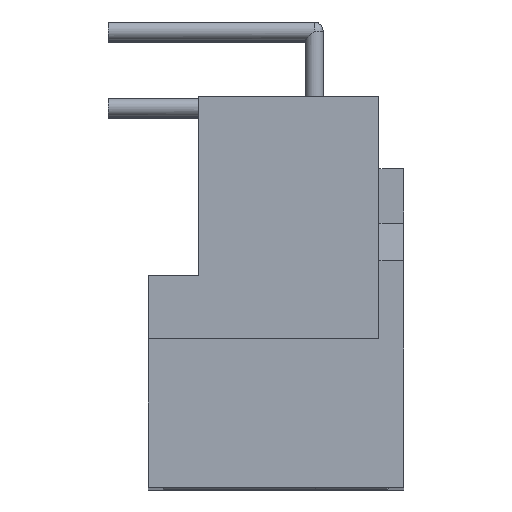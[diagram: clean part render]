
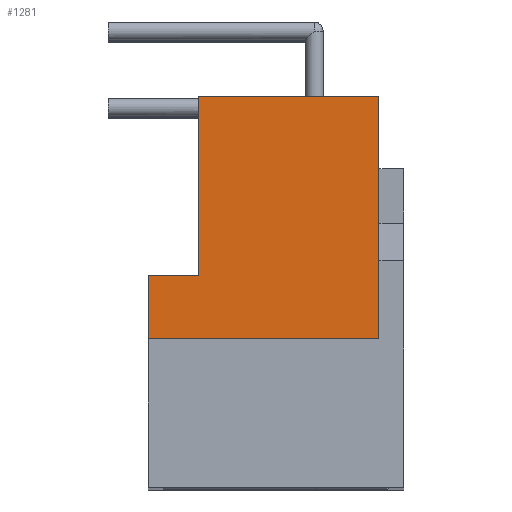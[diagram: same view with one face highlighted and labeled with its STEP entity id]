
A CAD part, top view. The second image highlights one B-rep face of the part: STEP entity #1281.
In plain terms, the highlighted planar face has unit normal (0, 0, 1).
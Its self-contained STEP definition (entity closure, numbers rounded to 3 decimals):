
#477=LINE('',#6089,#593);
#486=LINE('',#6106,#602);
#487=LINE('',#6108,#603);
#488=LINE('',#6111,#604);
#489=LINE('',#6113,#605);
#490=LINE('',#6114,#606);
#593=VECTOR('',#4817,1.);
#602=VECTOR('',#4830,1.);
#603=VECTOR('',#4833,1.);
#604=VECTOR('',#4834,1.);
#605=VECTOR('',#4835,1.);
#606=VECTOR('',#4836,1.);
#1281=ADVANCED_FACE('',(#1532),#1394,.T.);
#1394=PLANE('',#3869);
#1532=FACE_OUTER_BOUND('',#1903,.T.);
#1903=EDGE_LOOP('',(#2544,#2545,#2546,#2547,#2548,#2549));
#2544=ORIENTED_EDGE('',*,*,#3231,.F.);
#2545=ORIENTED_EDGE('',*,*,#3232,.F.);
#2546=ORIENTED_EDGE('',*,*,#3233,.F.);
#2547=ORIENTED_EDGE('',*,*,#3230,.T.);
#2548=ORIENTED_EDGE('',*,*,#3221,.F.);
#2549=ORIENTED_EDGE('',*,*,#3234,.F.);
#2889=VERTEX_POINT('',#6088);
#2890=VERTEX_POINT('',#6090);
#2895=VERTEX_POINT('',#6105);
#2896=VERTEX_POINT('',#6109);
#2897=VERTEX_POINT('',#6110);
#2898=VERTEX_POINT('',#6112);
#3221=EDGE_CURVE('',#2889,#2890,#477,.T.);
#3230=EDGE_CURVE('',#2895,#2890,#486,.T.);
#3231=EDGE_CURVE('',#2896,#2897,#487,.T.);
#3232=EDGE_CURVE('',#2898,#2896,#488,.T.);
#3233=EDGE_CURVE('',#2895,#2898,#489,.T.);
#3234=EDGE_CURVE('',#2897,#2889,#490,.T.);
#3869=AXIS2_PLACEMENT_3D('',#6115,#4837,#4838);
#4817=DIRECTION('',(0.,1.,0.));
#4830=DIRECTION('',(-1.,0.,0.));
#4833=DIRECTION('',(0.,1.,0.));
#4834=DIRECTION('',(-1.,0.,0.));
#4835=DIRECTION('',(0.,-1.,0.));
#4836=DIRECTION('',(1.,0.,0.));
#4837=DIRECTION('',(0.,0.,1.));
#4838=DIRECTION('',(0.,1.,0.));
#6088=CARTESIAN_POINT('',(-2.58,7.05,50.45));
#6089=CARTESIAN_POINT('',(-2.58,7.05,50.45));
#6090=CARTESIAN_POINT('',(-2.58,13.,50.45));
#6105=CARTESIAN_POINT('',(3.42,13.,50.45));
#6106=CARTESIAN_POINT('',(3.42,13.,50.45));
#6108=CARTESIAN_POINT('',(-4.25,4.95,50.45));
#6109=CARTESIAN_POINT('',(-4.25,4.95,50.45));
#6110=CARTESIAN_POINT('',(-4.25,7.05,50.45));
#6111=CARTESIAN_POINT('',(3.42,4.95,50.45));
#6112=CARTESIAN_POINT('',(3.42,4.95,50.45));
#6113=CARTESIAN_POINT('',(3.42,13.,50.45));
#6114=CARTESIAN_POINT('',(-4.25,7.05,50.45));
#6115=CARTESIAN_POINT('',(3.52,4.85,50.45));
